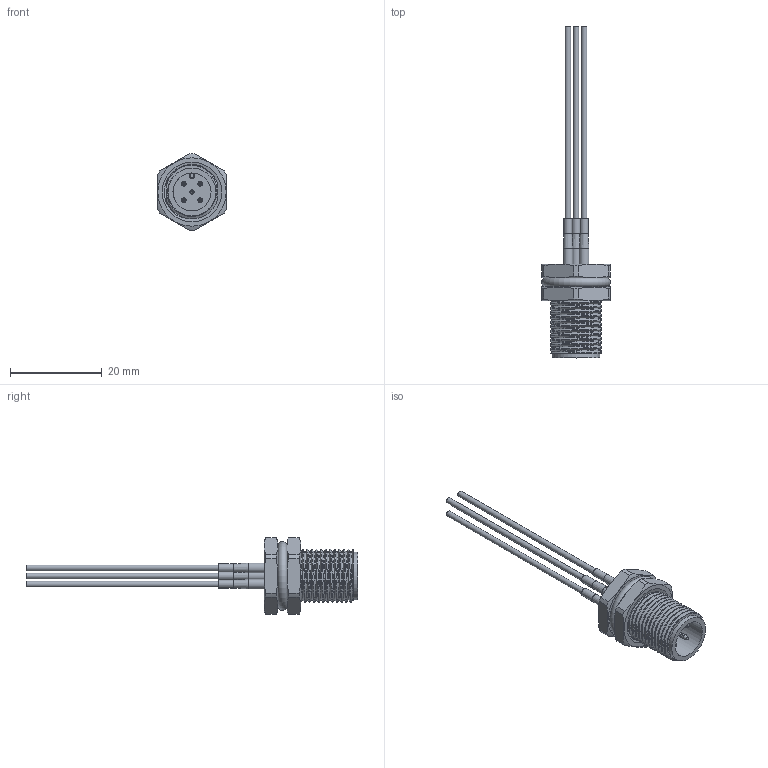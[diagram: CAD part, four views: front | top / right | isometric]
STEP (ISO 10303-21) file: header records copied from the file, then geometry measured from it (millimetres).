
FILE_DESCRIPTION(/* description */ ('Unknown'),/* implementation_level */ '2;1');
FILE_NAME(/* name */ '643452100305',/* time_stamp */ '2021-08-13T14:32:38+02:00',/* author */ ('Unknown'),/* organization */ ('Unknown'),/* preprocessor_version */ 'ST-DEVELOPER v16.7',/* originating_system */ 'Solid Edge',/* authorisation */ 'Unknown');
FILE_SCHEMA (('AUTOMOTIVE_DESIGN {1 0 10303 214 3 1 1}'));
Products named in the file (14): 6434521003xx; 6431501003xx; 6431501003xx_Shell; 643150100605; 6430501006xx_Pin; 643xx01003xx_Panel O-Ring; 643xx01003xx_Panel Nut; 6431501003xx_Glue; Wire 22AWG Brown; Wire 22AWG White; Wire 22AWG Blue; Wire 22AWG Black; Wire 22AWG Grey; 6433521003xx_Shrink tube
Assembly tree (21 placements, depth 3):
  6434521003xx
    6431501003xx
      6431501003xx_Shell
      643150100605
      6430501006xx_Pin  x5
      643xx01003xx_Panel O-Ring
      643xx01003xx_Panel Nut
      6431501003xx_Glue
    Wire 22AWG Brown
    Wire 22AWG White
    Wire 22AWG Blue
    Wire 22AWG Black
    Wire 22AWG Grey
    6433521003xx_Shrink tube  x5
Bounding box: 15 x 72.5 x 16.8 mm (x, y, z)
Volume: 2591.7 mm3; surface area: 6474.5 mm2
Topology: 20 solids, 20 shells, 475 faces, 1073 edges, 693 vertices
Faces by surface type: cylinder 208, plane 186, cone 44, torus 33, bspline 4
Full cylindrical faces by diameter (mm): 0.77 x5, 1 x10, 1.1 x5, 1.245 x5, 1.3 x10, 1.4 x25, 1.42 x5, 1.5 x15, 1.6 x5, 1.7 x10, 1.781 x5, 2.1 x5, 8.3 x1, 9.44 x2, 9.45 x1, 10.2 x8, 10.45 x1, 10.6 x3, 10.607 x3, 10.65 x16
Entity records: 41910 total; most frequent: CARTESIAN_POINT 35842, DIRECTION 1121, ORIENTED_EDGE 1042, EDGE_CURVE 521, AXIS2_PLACEMENT_3D 480, FACE_BOUND 412, EDGE_LOOP 410, VERTEX_POINT 391
